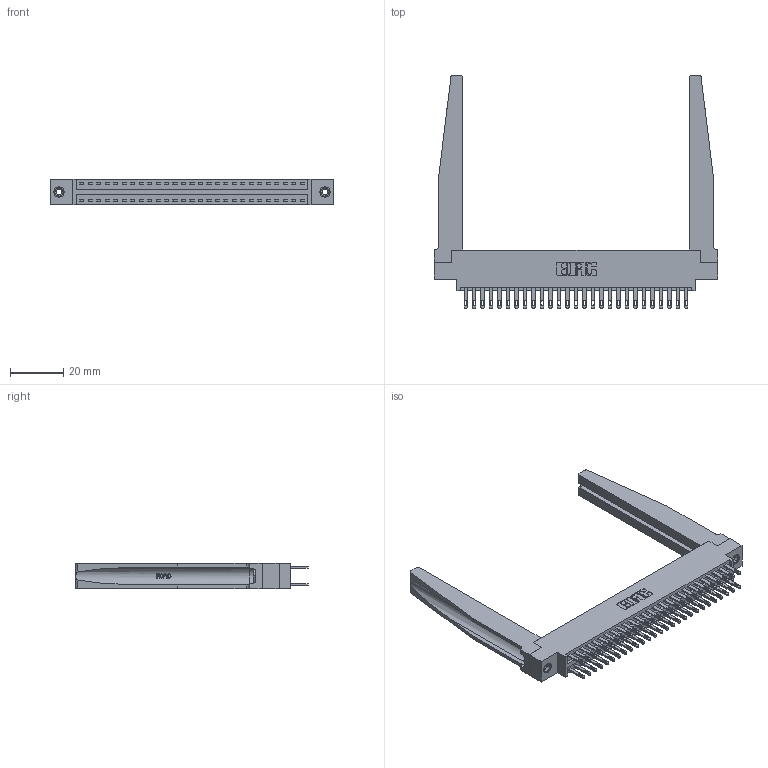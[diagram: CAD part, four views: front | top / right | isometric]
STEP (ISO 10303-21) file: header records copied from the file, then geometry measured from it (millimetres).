
FILE_DESCRIPTION (( 'STEP AP203' ), '1' );
FILE_NAME ('346-054-500-878.STEP', '2022-05-21T02:37:22', ( '' ), ( '' ), 'SwSTEP 2.0', 'SolidWorks 2020', '' );
FILE_SCHEMA (( 'CONFIG_CONTROL_DESIGN' ));
Length unit declared in the file: inch
Products named in the file (5): 345-250-001_345-250-001-102; 345-292-001_345-293-100; 346 Part_0.170 Offset - 0.156 Dia-TH; 346-220-078_345-220-078; 346-054-500-878
Assembly tree (59 placements, depth 2):
  346-054-500-878
    346 Part_0.170 Offset - 0.156 Dia-TH
    345-292-001_345-293-100  x54
    346-220-078_345-220-078  x2
    345-250-001_345-250-001-102  x2
Bounding box: 106.3 x 87.12 x 9.4 mm (x, y, z)
Volume: 17150.1 mm3; surface area: 21158.4 mm2
Topology: 59 solids, 59 shells, 2966 faces, 8923 edges, 5938 vertices
Faces by surface type: plane 1802, cylinder 1112, bspline 36, cone 12, torus 4
Entity records: 24866 total; most frequent: CARTESIAN_POINT 5061, ORIENTED_EDGE 3882, DIRECTION 3499, EDGE_CURVE 1941, LINE 1603, VECTOR 1603, VERTEX_POINT 1288, AXIS2_PLACEMENT_3D 948
